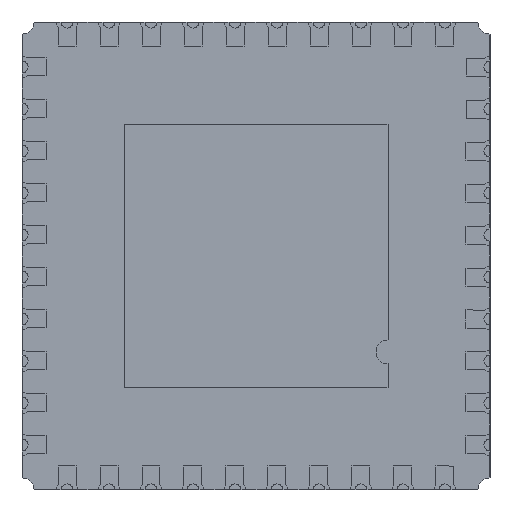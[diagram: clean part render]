
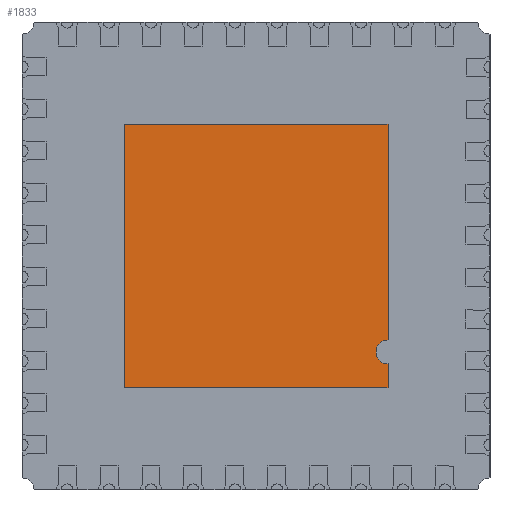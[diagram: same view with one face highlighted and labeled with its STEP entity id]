
A CAD part, front view. The second image highlights one B-rep face of the part: STEP entity #1833.
In plain terms, the highlighted planar face has unit normal (0, -1, 0).
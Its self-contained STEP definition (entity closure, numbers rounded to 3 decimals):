
#204 = CARTESIAN_POINT ( 'NONE',  ( 2.2, -0.001, 2.2 ) ) ;
#1256 = LINE ( 'NONE', #19652, #20254 ) ;
#1833 = ADVANCED_FACE ( 'NONE', ( #2178 ), #23649, .T. ) ;
#2178 = FACE_OUTER_BOUND ( 'NONE', #10841, .T. ) ;
#3155 = CARTESIAN_POINT ( 'NONE',  ( -2.2, -0.001, 2.2 ) ) ;
#3274 = LINE ( 'NONE', #19546, #12735 ) ;
#5562 = ORIENTED_EDGE ( 'NONE', *, *, #8514, .T. ) ;
#5568 = DIRECTION ( 'NONE',  ( 1., 0., 0. ) ) ;
#5657 = CARTESIAN_POINT ( 'NONE',  ( -2.2, -0.001, 2.2 ) ) ;
#5810 = VERTEX_POINT ( 'NONE', #3155 ) ;
#6633 = LINE ( 'NONE', #204, #10970 ) ;
#6918 = VERTEX_POINT ( 'NONE', #19939 ) ;
#7117 = ORIENTED_EDGE ( 'NONE', *, *, #19821, .T. ) ;
#7553 = DIRECTION ( 'NONE',  ( 0., 0., -1. ) ) ;
#8514 = EDGE_CURVE ( 'NONE', #19678, #6918, #12309, .T. ) ;
#9419 = DIRECTION ( 'NONE',  ( 0., 1., 0. ) ) ;
#10635 = CIRCLE ( 'NONE', #13105, 0.2 ) ;
#10841 = EDGE_LOOP ( 'NONE', ( #7117, #5562, #20720, #21003, #24141, #16337 ) ) ;
#10970 = VECTOR ( 'NONE', #11520, 1000. ) ;
#11520 = DIRECTION ( 'NONE',  ( 0., 0., 1. ) ) ;
#12309 = LINE ( 'NONE', #24302, #21819 ) ;
#12363 = DIRECTION ( 'NONE',  ( 0., 0., -1. ) ) ;
#12735 = VECTOR ( 'NONE', #21410, 1000. ) ;
#12821 = EDGE_CURVE ( 'NONE', #23090, #20876, #6633, .T. ) ;
#13105 = AXIS2_PLACEMENT_3D ( 'NONE', #20766, #9419, #22656 ) ;
#15501 = EDGE_CURVE ( 'NONE', #16627, #23090, #10635, .T. ) ;
#15806 = DIRECTION ( 'NONE',  ( -1., 0., 0. ) ) ;
#16337 = ORIENTED_EDGE ( 'NONE', *, *, #21119, .T. ) ;
#16627 = VERTEX_POINT ( 'NONE', #22086 ) ;
#16986 = CARTESIAN_POINT ( 'NONE',  ( 2.2, -0.001, 2.2 ) ) ;
#17663 = AXIS2_PLACEMENT_3D ( 'NONE', #24326, #24305, #12363 ) ;
#18602 = VECTOR ( 'NONE', #7553, 1000. ) ;
#19546 = CARTESIAN_POINT ( 'NONE',  ( 2.2, -0.001, -1.8 ) ) ;
#19652 = CARTESIAN_POINT ( 'NONE',  ( -2.2, -0.001, 2.2 ) ) ;
#19678 = VERTEX_POINT ( 'NONE', #22162 ) ;
#19821 = EDGE_CURVE ( 'NONE', #5810, #19678, #23606, .T. ) ;
#19939 = CARTESIAN_POINT ( 'NONE',  ( 2.2, -0.001, -2.2 ) ) ;
#20254 = VECTOR ( 'NONE', #15806, 1000. ) ;
#20720 = ORIENTED_EDGE ( 'NONE', *, *, #21729, .T. ) ;
#20766 = CARTESIAN_POINT ( 'NONE',  ( 2.2, -0.001, -1.6 ) ) ;
#20876 = VERTEX_POINT ( 'NONE', #16986 ) ;
#20936 = CARTESIAN_POINT ( 'NONE',  ( 2.2, -0.001, -1.4 ) ) ;
#21003 = ORIENTED_EDGE ( 'NONE', *, *, #15501, .T. ) ;
#21119 = EDGE_CURVE ( 'NONE', #20876, #5810, #1256, .T. ) ;
#21410 = DIRECTION ( 'NONE',  ( 0., 0., 1. ) ) ;
#21729 = EDGE_CURVE ( 'NONE', #6918, #16627, #3274, .T. ) ;
#21819 = VECTOR ( 'NONE', #5568, 1000. ) ;
#22086 = CARTESIAN_POINT ( 'NONE',  ( 2.2, -0.001, -1.8 ) ) ;
#22162 = CARTESIAN_POINT ( 'NONE',  ( -2.2, -0.001, -2.2 ) ) ;
#22656 = DIRECTION ( 'NONE',  ( 0., 0., -1. ) ) ;
#23090 = VERTEX_POINT ( 'NONE', #20936 ) ;
#23606 = LINE ( 'NONE', #5657, #18602 ) ;
#23649 = PLANE ( 'NONE',  #17663 ) ;
#24141 = ORIENTED_EDGE ( 'NONE', *, *, #12821, .T. ) ;
#24302 = CARTESIAN_POINT ( 'NONE',  ( -2.2, -0.001, -2.2 ) ) ;
#24305 = DIRECTION ( 'NONE',  ( 0., -1., 0. ) ) ;
#24326 = CARTESIAN_POINT ( 'NONE',  ( 2.2, -0.001, -1.6 ) ) ;
